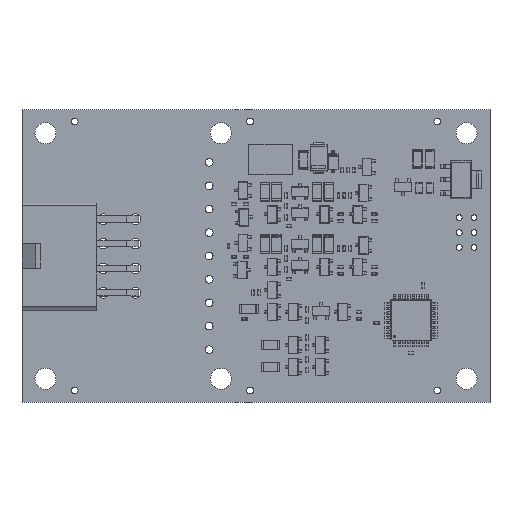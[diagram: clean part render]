
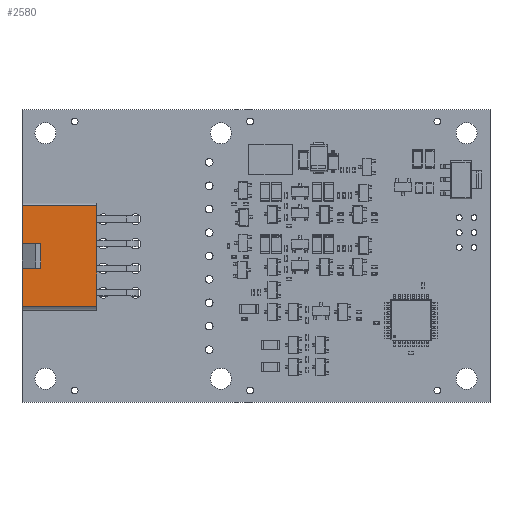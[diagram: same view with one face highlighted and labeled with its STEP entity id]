
A CAD part, top view. The second image highlights one B-rep face of the part: STEP entity #2580.
In plain terms, the highlighted face is planar.
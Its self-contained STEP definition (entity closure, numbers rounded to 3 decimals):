
#2078 = VERTEX_POINT('',#2079);
#2079 = CARTESIAN_POINT('',(-2.1,10.,0.));
#2080 = VERTEX_POINT('',#2081);
#2081 = CARTESIAN_POINT('',(2.1,10.,0.));
#2087 = EDGE_CURVE('',#2080,#2088,#2090,.T.);
#2088 = VERTEX_POINT('',#2089);
#2089 = CARTESIAN_POINT('',(8.6,10.,0.));
#2090 = LINE('',#2091,#2092);
#2091 = CARTESIAN_POINT('',(2.1,10.,0.));
#2092 = VECTOR('',#2093,1.);
#2093 = DIRECTION('',(1.,0.,0.));
#2164 = VERTEX_POINT('',#2165);
#2165 = CARTESIAN_POINT('',(-8.6,10.,0.));
#2172 = EDGE_CURVE('',#2164,#2078,#2173,.T.);
#2173 = LINE('',#2174,#2175);
#2174 = CARTESIAN_POINT('',(-8.6,10.,0.));
#2175 = VECTOR('',#2176,1.);
#2176 = DIRECTION('',(1.,0.,0.));
#2553 = EDGE_CURVE('',#2078,#2554,#2556,.T.);
#2554 = VERTEX_POINT('',#2555);
#2555 = CARTESIAN_POINT('',(-2.1,10.,-3.05));
#2556 = LINE('',#2557,#2558);
#2557 = CARTESIAN_POINT('',(-2.1,10.,0.));
#2558 = VECTOR('',#2559,1.);
#2559 = DIRECTION('',(0.,0.,-1.));
#2580 = ADVANCED_FACE('',(#2581),#2622,.T.);
#2581 = FACE_BOUND('',#2582,.F.);
#2582 = EDGE_LOOP('',(#2583,#2584,#2585,#2593,#2601,#2607,#2608,#2616));
#2583 = ORIENTED_EDGE('',*,*,#2553,.F.);
#2584 = ORIENTED_EDGE('',*,*,#2172,.F.);
#2585 = ORIENTED_EDGE('',*,*,#2586,.F.);
#2586 = EDGE_CURVE('',#2587,#2164,#2589,.T.);
#2587 = VERTEX_POINT('',#2588);
#2588 = CARTESIAN_POINT('',(-8.6,10.,-12.8));
#2589 = LINE('',#2590,#2591);
#2590 = CARTESIAN_POINT('',(-8.6,10.,-12.8));
#2591 = VECTOR('',#2592,1.);
#2592 = DIRECTION('',(0.,0.,1.));
#2593 = ORIENTED_EDGE('',*,*,#2594,.T.);
#2594 = EDGE_CURVE('',#2587,#2595,#2597,.T.);
#2595 = VERTEX_POINT('',#2596);
#2596 = CARTESIAN_POINT('',(8.6,10.,-12.8));
#2597 = LINE('',#2598,#2599);
#2598 = CARTESIAN_POINT('',(-8.6,10.,-12.8));
#2599 = VECTOR('',#2600,1.);
#2600 = DIRECTION('',(1.,0.,0.));
#2601 = ORIENTED_EDGE('',*,*,#2602,.T.);
#2602 = EDGE_CURVE('',#2595,#2088,#2603,.T.);
#2603 = LINE('',#2604,#2605);
#2604 = CARTESIAN_POINT('',(8.6,10.,-12.8));
#2605 = VECTOR('',#2606,1.);
#2606 = DIRECTION('',(0.,0.,1.));
#2607 = ORIENTED_EDGE('',*,*,#2087,.F.);
#2608 = ORIENTED_EDGE('',*,*,#2609,.T.);
#2609 = EDGE_CURVE('',#2080,#2610,#2612,.T.);
#2610 = VERTEX_POINT('',#2611);
#2611 = CARTESIAN_POINT('',(2.1,10.,-3.05));
#2612 = LINE('',#2613,#2614);
#2613 = CARTESIAN_POINT('',(2.1,10.,0.));
#2614 = VECTOR('',#2615,1.);
#2615 = DIRECTION('',(0.,0.,-1.));
#2616 = ORIENTED_EDGE('',*,*,#2617,.F.);
#2617 = EDGE_CURVE('',#2554,#2610,#2618,.T.);
#2618 = LINE('',#2619,#2620);
#2619 = CARTESIAN_POINT('',(-2.1,10.,-3.05));
#2620 = VECTOR('',#2621,1.);
#2621 = DIRECTION('',(1.,0.,0.));
#2622 = PLANE('',#2623);
#2623 = AXIS2_PLACEMENT_3D('',#2624,#2625,#2626);
#2624 = CARTESIAN_POINT('',(-9.,10.,0.));
#2625 = DIRECTION('',(0.,1.,0.));
#2626 = DIRECTION('',(1.,0.,0.));
